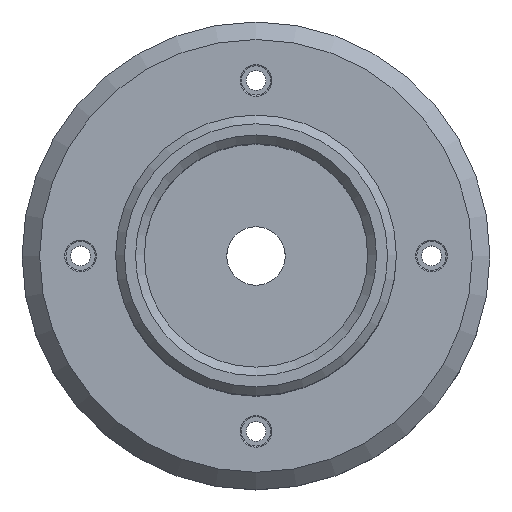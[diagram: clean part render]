
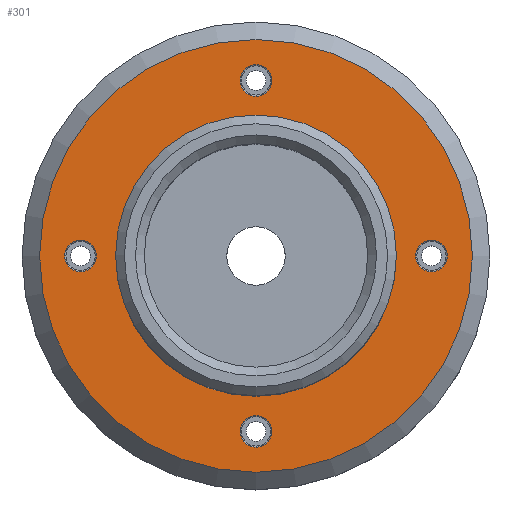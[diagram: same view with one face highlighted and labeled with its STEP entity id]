
A CAD part, top view. The second image highlights one B-rep face of the part: STEP entity #301.
In plain terms, the highlighted planar face has unit normal (0, 0, 1).
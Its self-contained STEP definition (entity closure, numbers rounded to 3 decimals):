
#127 = CYLINDRICAL_SURFACE('',#128,24.);
#128 = AXIS2_PLACEMENT_3D('',#129,#130,#131);
#129 = CARTESIAN_POINT('',(0.,0.,0.));
#130 = DIRECTION('',(0.,0.,1.));
#131 = DIRECTION('',(1.,0.,0.));
#196 = VERTEX_POINT('',#197);
#197 = CARTESIAN_POINT('',(24.,0.,15.));
#220 = EDGE_CURVE('',#196,#196,#221,.T.);
#221 = SURFACE_CURVE('',#222,(#227,#234),.PCURVE_S1.);
#222 = CIRCLE('',#223,24.);
#223 = AXIS2_PLACEMENT_3D('',#224,#225,#226);
#224 = CARTESIAN_POINT('',(0.,0.,15.));
#225 = DIRECTION('',(0.,0.,1.));
#226 = DIRECTION('',(1.,0.,0.));
#227 = PCURVE('',#127,#228);
#228 = DEFINITIONAL_REPRESENTATION('',(#229),#233);
#229 = LINE('',#230,#231);
#230 = CARTESIAN_POINT('',(0.,15.));
#231 = VECTOR('',#232,1.);
#232 = DIRECTION('',(1.,0.));
#233 = ( GEOMETRIC_REPRESENTATION_CONTEXT(2) 
PARAMETRIC_REPRESENTATION_CONTEXT() REPRESENTATION_CONTEXT('2D SPACE',''
  ) );
#234 = PCURVE('',#235,#240);
#235 = PLANE('',#236);
#236 = AXIS2_PLACEMENT_3D('',#237,#238,#239);
#237 = CARTESIAN_POINT('',(0.,0.,15.));
#238 = DIRECTION('',(0.,0.,1.));
#239 = DIRECTION('',(1.,0.,0.));
#240 = DEFINITIONAL_REPRESENTATION('',(#241),#245);
#241 = CIRCLE('',#242,24.);
#242 = AXIS2_PLACEMENT_2D('',#243,#244);
#243 = CARTESIAN_POINT('',(0.,0.));
#244 = DIRECTION('',(1.,0.));
#245 = ( GEOMETRIC_REPRESENTATION_CONTEXT(2) 
PARAMETRIC_REPRESENTATION_CONTEXT() REPRESENTATION_CONTEXT('2D SPACE',''
  ) );
#301 = ADVANCED_FACE('',(#302,#333,#368,#371,#406,#441),#235,.T.);
#302 = FACE_BOUND('',#303,.T.);
#303 = EDGE_LOOP('',(#304));
#304 = ORIENTED_EDGE('',*,*,#305,.T.);
#305 = EDGE_CURVE('',#306,#306,#308,.T.);
#306 = VERTEX_POINT('',#307);
#307 = CARTESIAN_POINT('',(37.,0.,15.));
#308 = SURFACE_CURVE('',#309,(#314,#321),.PCURVE_S1.);
#309 = CIRCLE('',#310,37.);
#310 = AXIS2_PLACEMENT_3D('',#311,#312,#313);
#311 = CARTESIAN_POINT('',(0.,0.,15.));
#312 = DIRECTION('',(0.,0.,1.));
#313 = DIRECTION('',(1.,0.,0.));
#314 = PCURVE('',#235,#315);
#315 = DEFINITIONAL_REPRESENTATION('',(#316),#320);
#316 = CIRCLE('',#317,37.);
#317 = AXIS2_PLACEMENT_2D('',#318,#319);
#318 = CARTESIAN_POINT('',(0.,0.));
#319 = DIRECTION('',(1.,0.));
#320 = ( GEOMETRIC_REPRESENTATION_CONTEXT(2) 
PARAMETRIC_REPRESENTATION_CONTEXT() REPRESENTATION_CONTEXT('2D SPACE',''
  ) );
#321 = PCURVE('',#322,#327);
#322 = CONICAL_SURFACE('',#323,40.,0.785);
#323 = AXIS2_PLACEMENT_3D('',#324,#325,#326);
#324 = CARTESIAN_POINT('',(0.,0.,12.));
#325 = DIRECTION('',(-0.,-0.,-1.));
#326 = DIRECTION('',(1.,0.,0.));
#327 = DEFINITIONAL_REPRESENTATION('',(#328),#332);
#328 = LINE('',#329,#330);
#329 = CARTESIAN_POINT('',(-0.,-3.));
#330 = VECTOR('',#331,1.);
#331 = DIRECTION('',(-1.,-0.));
#332 = ( GEOMETRIC_REPRESENTATION_CONTEXT(2) 
PARAMETRIC_REPRESENTATION_CONTEXT() REPRESENTATION_CONTEXT('2D SPACE',''
  ) );
#333 = FACE_BOUND('',#334,.T.);
#334 = EDGE_LOOP('',(#335));
#335 = ORIENTED_EDGE('',*,*,#336,.T.);
#336 = EDGE_CURVE('',#337,#337,#339,.T.);
#337 = VERTEX_POINT('',#338);
#338 = CARTESIAN_POINT('',(32.7,0.,15.));
#339 = SURFACE_CURVE('',#340,(#345,#356),.PCURVE_S1.);
#340 = CIRCLE('',#341,2.7);
#341 = AXIS2_PLACEMENT_3D('',#342,#343,#344);
#342 = CARTESIAN_POINT('',(30.,0.,15.));
#343 = DIRECTION('',(0.,0.,-1.));
#344 = DIRECTION('',(1.,0.,0.));
#345 = PCURVE('',#235,#346);
#346 = DEFINITIONAL_REPRESENTATION('',(#347),#355);
#347 = ( BOUNDED_CURVE() B_SPLINE_CURVE(2,(#348,#349,#350,#351,#352,#353
,#354),.UNSPECIFIED.,.T.,.F.) B_SPLINE_CURVE_WITH_KNOTS((1,2,2,2,2,1),(
    -2.094,0.,2.094,4.189,6.283,
8.378),.UNSPECIFIED.) CURVE() GEOMETRIC_REPRESENTATION_ITEM() 
RATIONAL_B_SPLINE_CURVE((1.,0.5,1.,0.5,1.,0.5,1.)) REPRESENTATION_ITEM(
  '') );
#348 = CARTESIAN_POINT('',(32.7,0.));
#349 = CARTESIAN_POINT('',(32.7,-4.677));
#350 = CARTESIAN_POINT('',(28.65,-2.338));
#351 = CARTESIAN_POINT('',(24.6,0.));
#352 = CARTESIAN_POINT('',(28.65,2.338));
#353 = CARTESIAN_POINT('',(32.7,4.677));
#354 = CARTESIAN_POINT('',(32.7,0.));
#355 = ( GEOMETRIC_REPRESENTATION_CONTEXT(2) 
PARAMETRIC_REPRESENTATION_CONTEXT() REPRESENTATION_CONTEXT('2D SPACE',''
  ) );
#356 = PCURVE('',#357,#362);
#357 = CYLINDRICAL_SURFACE('',#358,2.7);
#358 = AXIS2_PLACEMENT_3D('',#359,#360,#361);
#359 = CARTESIAN_POINT('',(30.,0.,15.));
#360 = DIRECTION('',(0.,0.,-1.));
#361 = DIRECTION('',(1.,0.,0.));
#362 = DEFINITIONAL_REPRESENTATION('',(#363),#367);
#363 = LINE('',#364,#365);
#364 = CARTESIAN_POINT('',(0.,0.));
#365 = VECTOR('',#366,1.);
#366 = DIRECTION('',(1.,0.));
#367 = ( GEOMETRIC_REPRESENTATION_CONTEXT(2) 
PARAMETRIC_REPRESENTATION_CONTEXT() REPRESENTATION_CONTEXT('2D SPACE',''
  ) );
#368 = FACE_BOUND('',#369,.T.);
#369 = EDGE_LOOP('',(#370));
#370 = ORIENTED_EDGE('',*,*,#220,.F.);
#371 = FACE_BOUND('',#372,.T.);
#372 = EDGE_LOOP('',(#373));
#373 = ORIENTED_EDGE('',*,*,#374,.T.);
#374 = EDGE_CURVE('',#375,#375,#377,.T.);
#375 = VERTEX_POINT('',#376);
#376 = CARTESIAN_POINT('',(-27.3,0.,15.));
#377 = SURFACE_CURVE('',#378,(#383,#394),.PCURVE_S1.);
#378 = CIRCLE('',#379,2.7);
#379 = AXIS2_PLACEMENT_3D('',#380,#381,#382);
#380 = CARTESIAN_POINT('',(-30.,0.,15.));
#381 = DIRECTION('',(0.,0.,-1.));
#382 = DIRECTION('',(1.,0.,0.));
#383 = PCURVE('',#235,#384);
#384 = DEFINITIONAL_REPRESENTATION('',(#385),#393);
#385 = ( BOUNDED_CURVE() B_SPLINE_CURVE(2,(#386,#387,#388,#389,#390,#391
,#392),.UNSPECIFIED.,.T.,.F.) B_SPLINE_CURVE_WITH_KNOTS((1,2,2,2,2,1),(
    -2.094,0.,2.094,4.189,6.283,
8.378),.UNSPECIFIED.) CURVE() GEOMETRIC_REPRESENTATION_ITEM() 
RATIONAL_B_SPLINE_CURVE((1.,0.5,1.,0.5,1.,0.5,1.)) REPRESENTATION_ITEM(
  '') );
#386 = CARTESIAN_POINT('',(-27.3,0.));
#387 = CARTESIAN_POINT('',(-27.3,-4.677));
#388 = CARTESIAN_POINT('',(-31.35,-2.338));
#389 = CARTESIAN_POINT('',(-35.4,0.));
#390 = CARTESIAN_POINT('',(-31.35,2.338));
#391 = CARTESIAN_POINT('',(-27.3,4.677));
#392 = CARTESIAN_POINT('',(-27.3,0.));
#393 = ( GEOMETRIC_REPRESENTATION_CONTEXT(2) 
PARAMETRIC_REPRESENTATION_CONTEXT() REPRESENTATION_CONTEXT('2D SPACE',''
  ) );
#394 = PCURVE('',#395,#400);
#395 = CYLINDRICAL_SURFACE('',#396,2.7);
#396 = AXIS2_PLACEMENT_3D('',#397,#398,#399);
#397 = CARTESIAN_POINT('',(-30.,0.,15.));
#398 = DIRECTION('',(0.,0.,-1.));
#399 = DIRECTION('',(1.,0.,0.));
#400 = DEFINITIONAL_REPRESENTATION('',(#401),#405);
#401 = LINE('',#402,#403);
#402 = CARTESIAN_POINT('',(0.,0.));
#403 = VECTOR('',#404,1.);
#404 = DIRECTION('',(1.,0.));
#405 = ( GEOMETRIC_REPRESENTATION_CONTEXT(2) 
PARAMETRIC_REPRESENTATION_CONTEXT() REPRESENTATION_CONTEXT('2D SPACE',''
  ) );
#406 = FACE_BOUND('',#407,.T.);
#407 = EDGE_LOOP('',(#408));
#408 = ORIENTED_EDGE('',*,*,#409,.T.);
#409 = EDGE_CURVE('',#410,#410,#412,.T.);
#410 = VERTEX_POINT('',#411);
#411 = CARTESIAN_POINT('',(2.7,30.,15.));
#412 = SURFACE_CURVE('',#413,(#418,#429),.PCURVE_S1.);
#413 = CIRCLE('',#414,2.7);
#414 = AXIS2_PLACEMENT_3D('',#415,#416,#417);
#415 = CARTESIAN_POINT('',(0.,30.,15.));
#416 = DIRECTION('',(0.,0.,-1.));
#417 = DIRECTION('',(1.,0.,0.));
#418 = PCURVE('',#235,#419);
#419 = DEFINITIONAL_REPRESENTATION('',(#420),#428);
#420 = ( BOUNDED_CURVE() B_SPLINE_CURVE(2,(#421,#422,#423,#424,#425,#426
,#427),.UNSPECIFIED.,.T.,.F.) B_SPLINE_CURVE_WITH_KNOTS((1,2,2,2,2,1),(
    -2.094,0.,2.094,4.189,6.283,
8.378),.UNSPECIFIED.) CURVE() GEOMETRIC_REPRESENTATION_ITEM() 
RATIONAL_B_SPLINE_CURVE((1.,0.5,1.,0.5,1.,0.5,1.)) REPRESENTATION_ITEM(
  '') );
#421 = CARTESIAN_POINT('',(2.7,30.));
#422 = CARTESIAN_POINT('',(2.7,25.323));
#423 = CARTESIAN_POINT('',(-1.35,27.662));
#424 = CARTESIAN_POINT('',(-5.4,30.));
#425 = CARTESIAN_POINT('',(-1.35,32.338));
#426 = CARTESIAN_POINT('',(2.7,34.677));
#427 = CARTESIAN_POINT('',(2.7,30.));
#428 = ( GEOMETRIC_REPRESENTATION_CONTEXT(2) 
PARAMETRIC_REPRESENTATION_CONTEXT() REPRESENTATION_CONTEXT('2D SPACE',''
  ) );
#429 = PCURVE('',#430,#435);
#430 = CYLINDRICAL_SURFACE('',#431,2.7);
#431 = AXIS2_PLACEMENT_3D('',#432,#433,#434);
#432 = CARTESIAN_POINT('',(0.,30.,15.));
#433 = DIRECTION('',(0.,0.,-1.));
#434 = DIRECTION('',(1.,0.,0.));
#435 = DEFINITIONAL_REPRESENTATION('',(#436),#440);
#436 = LINE('',#437,#438);
#437 = CARTESIAN_POINT('',(0.,0.));
#438 = VECTOR('',#439,1.);
#439 = DIRECTION('',(1.,0.));
#440 = ( GEOMETRIC_REPRESENTATION_CONTEXT(2) 
PARAMETRIC_REPRESENTATION_CONTEXT() REPRESENTATION_CONTEXT('2D SPACE',''
  ) );
#441 = FACE_BOUND('',#442,.T.);
#442 = EDGE_LOOP('',(#443));
#443 = ORIENTED_EDGE('',*,*,#444,.T.);
#444 = EDGE_CURVE('',#445,#445,#447,.T.);
#445 = VERTEX_POINT('',#446);
#446 = CARTESIAN_POINT('',(2.7,-30.,15.));
#447 = SURFACE_CURVE('',#448,(#453,#464),.PCURVE_S1.);
#448 = CIRCLE('',#449,2.7);
#449 = AXIS2_PLACEMENT_3D('',#450,#451,#452);
#450 = CARTESIAN_POINT('',(0.,-30.,15.));
#451 = DIRECTION('',(0.,0.,-1.));
#452 = DIRECTION('',(1.,0.,0.));
#453 = PCURVE('',#235,#454);
#454 = DEFINITIONAL_REPRESENTATION('',(#455),#463);
#455 = ( BOUNDED_CURVE() B_SPLINE_CURVE(2,(#456,#457,#458,#459,#460,#461
,#462),.UNSPECIFIED.,.T.,.F.) B_SPLINE_CURVE_WITH_KNOTS((1,2,2,2,2,1),(
    -2.094,0.,2.094,4.189,6.283,
8.378),.UNSPECIFIED.) CURVE() GEOMETRIC_REPRESENTATION_ITEM() 
RATIONAL_B_SPLINE_CURVE((1.,0.5,1.,0.5,1.,0.5,1.)) REPRESENTATION_ITEM(
  '') );
#456 = CARTESIAN_POINT('',(2.7,-30.));
#457 = CARTESIAN_POINT('',(2.7,-34.677));
#458 = CARTESIAN_POINT('',(-1.35,-32.338));
#459 = CARTESIAN_POINT('',(-5.4,-30.));
#460 = CARTESIAN_POINT('',(-1.35,-27.662));
#461 = CARTESIAN_POINT('',(2.7,-25.323));
#462 = CARTESIAN_POINT('',(2.7,-30.));
#463 = ( GEOMETRIC_REPRESENTATION_CONTEXT(2) 
PARAMETRIC_REPRESENTATION_CONTEXT() REPRESENTATION_CONTEXT('2D SPACE',''
  ) );
#464 = PCURVE('',#465,#470);
#465 = CYLINDRICAL_SURFACE('',#466,2.7);
#466 = AXIS2_PLACEMENT_3D('',#467,#468,#469);
#467 = CARTESIAN_POINT('',(0.,-30.,15.));
#468 = DIRECTION('',(0.,0.,-1.));
#469 = DIRECTION('',(1.,0.,0.));
#470 = DEFINITIONAL_REPRESENTATION('',(#471),#475);
#471 = LINE('',#472,#473);
#472 = CARTESIAN_POINT('',(0.,0.));
#473 = VECTOR('',#474,1.);
#474 = DIRECTION('',(1.,0.));
#475 = ( GEOMETRIC_REPRESENTATION_CONTEXT(2) 
PARAMETRIC_REPRESENTATION_CONTEXT() REPRESENTATION_CONTEXT('2D SPACE',''
  ) );
